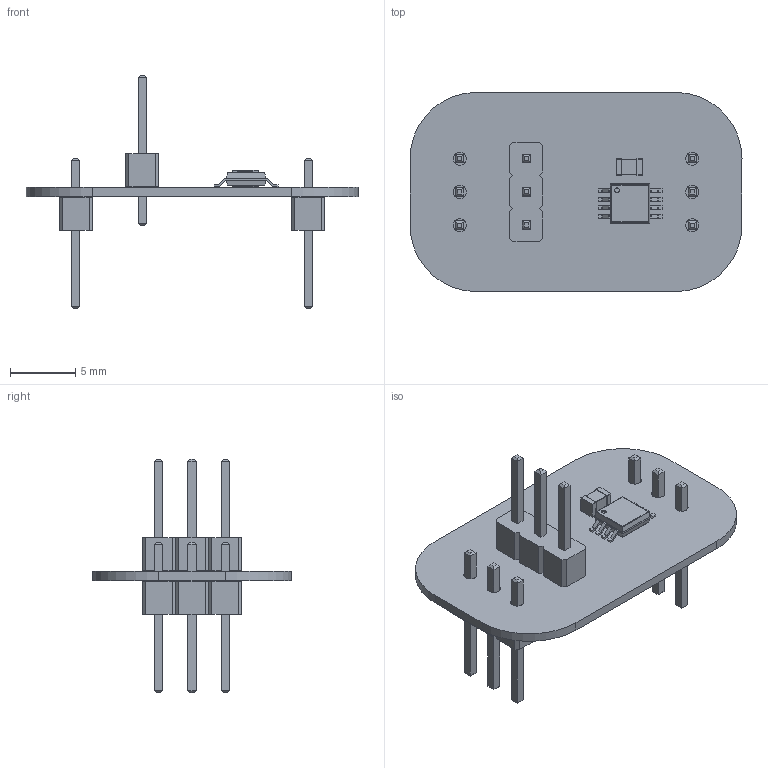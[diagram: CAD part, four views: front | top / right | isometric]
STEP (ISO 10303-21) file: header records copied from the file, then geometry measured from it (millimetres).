
FILE_DESCRIPTION(('KiCad electronic assembly'),'2;1');
FILE_NAME('Clock LTC6903.step','2024-08-23T19:55:44',('Pcbnew'),('Kicad' ),'Open CASCADE STEP processor 7.8','KiCad to STEP converter', 'Unknown');
FILE_SCHEMA(('AUTOMOTIVE_DESIGN { 1 0 10303 214 1 1 1 1 }'));
Length unit declared in the file: millimetre
Products named in the file (8): Clock LTC6903 1; PinHeader_1x03_P2.54mm_Vertical; PinHeader_1x03_P254mm_Vertical; C_0805_2012Metric; LTC6903CMS8#PBF; ASSEMBLY; Clock LTC6903_PCB
Assembly tree (9 placements, depth 3):
  Clock LTC6903 1
    PinHeader_1x03_P2.54mm_Vertical  x3
      PinHeader_1x03_P254mm_Vertical
    C_0805_2012Metric
      C_0805_2012Metric
    LTC6903CMS8#PBF
      ASSEMBLY
    Clock LTC6903_PCB
Bounding box: 25.4 x 15.24 x 17.88 mm (x, y, z)
Volume: 439.6 mm3; surface area: 1309.1 mm2
Topology: 14 solids, 14 shells, 404 faces, 977 edges, 622 vertices
Faces by surface type: plane 346, cylinder 58
Full cylindrical faces by diameter (mm): 0.375 x1, 1 x9
Entity records: 8229 total; most frequent: CARTESIAN_POINT 1277, DIRECTION 1249, ORIENTED_EDGE 1234, EDGE_CURVE 617, LINE 509, VECTOR 509, VERTEX_POINT 398, AXIS2_PLACEMENT_3D 370
